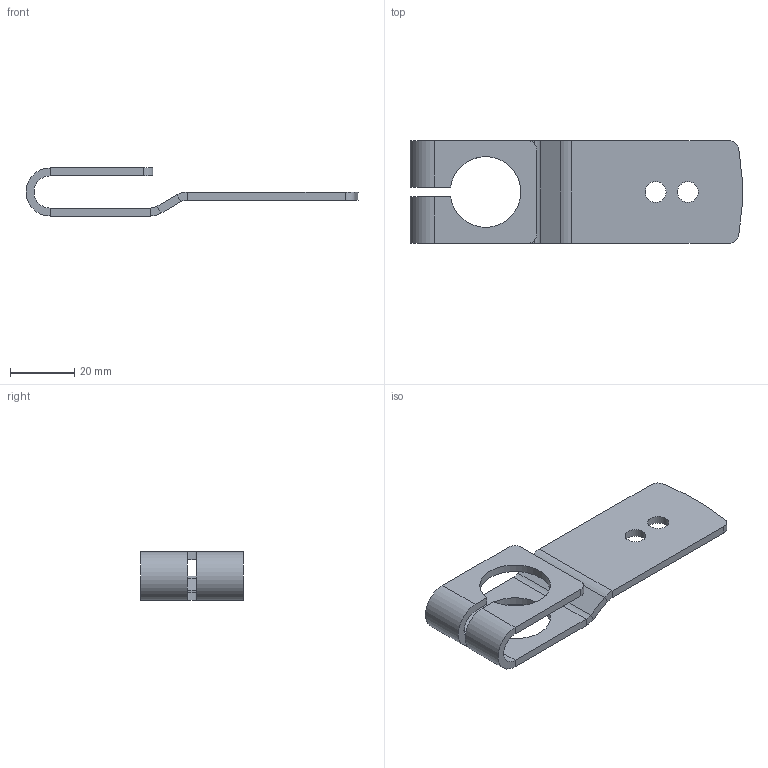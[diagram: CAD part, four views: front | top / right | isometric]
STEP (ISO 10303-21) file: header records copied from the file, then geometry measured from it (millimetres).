
FILE_DESCRIPTION (( 'STEP AP214' ), '1' );
FILE_NAME ('Sheet Metal Bracket.STEP', '2025-09-17T12:16:37', ( '' ), ( '' ), 'SwSTEP 2.0', 'SolidWorks 2025', '' );
FILE_SCHEMA (( 'AUTOMOTIVE_DESIGN' ));
Length unit declared in the file: millimetre
Products named in the file (1): Sheet Metal Bracket
Bounding box: 103.37 x 32 x 15 mm (x, y, z)
Volume: 9559.5 mm3; surface area: 9115.5 mm2
Topology: 1 solids, 1 shells, 42 faces, 102 edges, 60 vertices
Faces by surface type: plane 25, cylinder 17
Full cylindrical faces by diameter (mm): 6.5 x2
Entity records: 1233 total; most frequent: DIRECTION 220, CARTESIAN_POINT 203, ORIENTED_EDGE 200, EDGE_CURVE 100, AXIS2_PLACEMENT_3D 77, LINE 66, VECTOR 66, VERTEX_POINT 60
